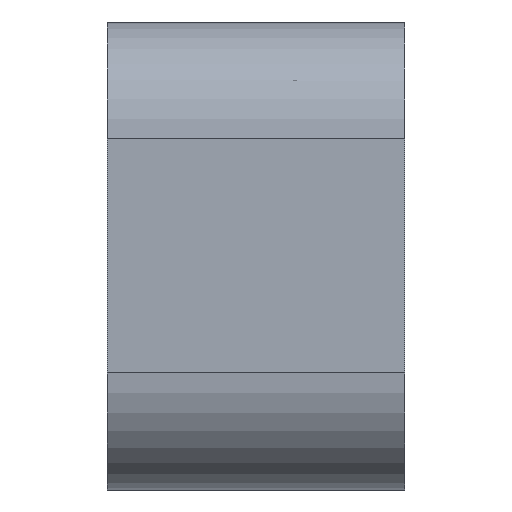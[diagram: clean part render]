
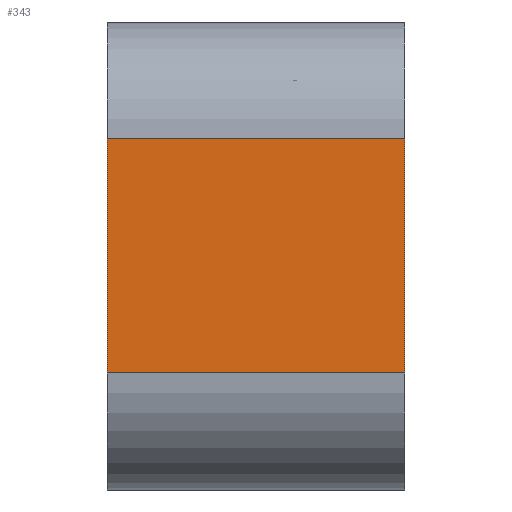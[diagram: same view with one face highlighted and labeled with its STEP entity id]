
A CAD part, left-side view. The second image highlights one B-rep face of the part: STEP entity #343.
In plain terms, the highlighted planar face has unit normal (-1, 0, 0).
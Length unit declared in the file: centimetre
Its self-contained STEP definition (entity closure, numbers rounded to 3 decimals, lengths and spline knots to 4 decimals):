
#33=PLANE('',#373);
#47=FACE_OUTER_BOUND('',#70,.T.);
#70=EDGE_LOOP('',(#272,#273,#274,#275));
#94=LINE('',#504,#122);
#99=LINE('',#516,#127);
#107=LINE('',#543,#135);
#110=LINE('',#549,#138);
#122=VECTOR('',#402,1.);
#127=VECTOR('',#413,1.);
#135=VECTOR('',#435,1.);
#138=VECTOR('',#442,1.);
#167=VERTEX_POINT('',#501);
#168=VERTEX_POINT('',#503);
#172=VERTEX_POINT('',#515);
#183=VERTEX_POINT('',#539);
#199=EDGE_CURVE('',#167,#168,#94,.T.);
#205=EDGE_CURVE('',#172,#168,#99,.F.);
#219=EDGE_CURVE('',#172,#183,#107,.T.);
#222=EDGE_CURVE('',#183,#167,#110,.F.);
#272=ORIENTED_EDGE('',*,*,#199,.F.);
#273=ORIENTED_EDGE('',*,*,#222,.F.);
#274=ORIENTED_EDGE('',*,*,#219,.F.);
#275=ORIENTED_EDGE('',*,*,#205,.T.);
#343=ADVANCED_FACE('',(#47),#33,.T.);
#373=AXIS2_PLACEMENT_3D('',#548,#440,#441);
#402=DIRECTION('',(0.,-1.,0.));
#413=DIRECTION('',(0.,0.,-1.));
#435=DIRECTION('',(0.,1.,0.));
#440=DIRECTION('center_axis',(-1.,0.,0.));
#441=DIRECTION('ref_axis',(0.,0.,1.));
#442=DIRECTION('',(0.,0.,-1.));
#501=CARTESIAN_POINT('',(0.2,1.27,-0.25));
#503=CARTESIAN_POINT('',(0.2,0.635,-0.25));
#504=CARTESIAN_POINT('',(0.2,0.635,-0.25));
#515=CARTESIAN_POINT('',(0.2,0.635,-0.75));
#516=CARTESIAN_POINT('',(0.2,0.635,-0.75));
#539=CARTESIAN_POINT('',(0.2,1.27,-0.75));
#543=CARTESIAN_POINT('',(0.2,0.635,-0.75));
#548=CARTESIAN_POINT('Origin',(0.2,0.635,-1.));
#549=CARTESIAN_POINT('',(0.2,1.27,-0.75));
